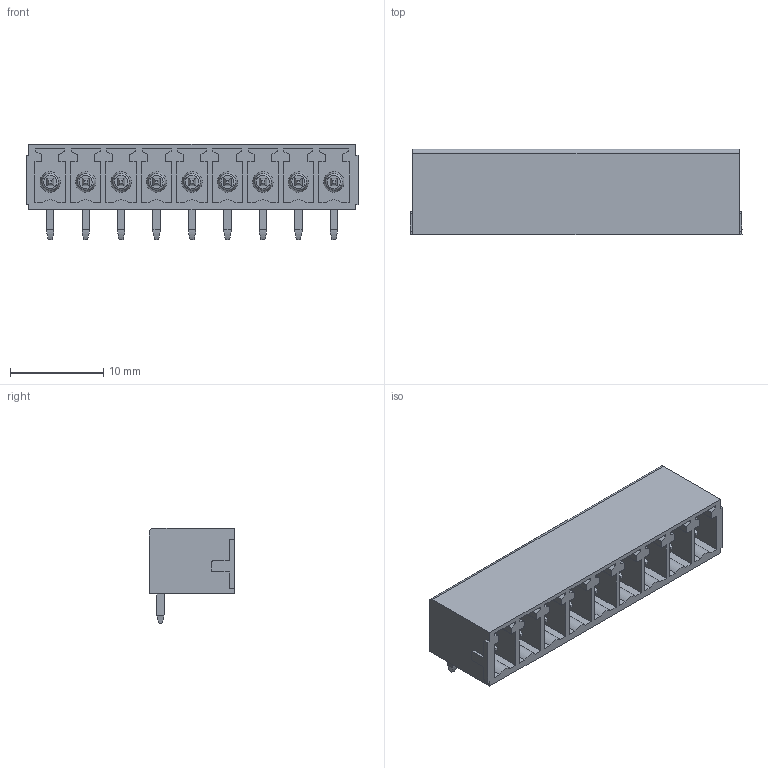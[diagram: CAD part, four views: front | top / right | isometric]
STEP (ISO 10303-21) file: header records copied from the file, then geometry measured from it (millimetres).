
FILE_DESCRIPTION(('CATIA V5 STEP Exchange','CAx-IF Rec.Pracs.--- Model Styling and Organization---1.4--- 2014-01-23'),'2;1');
FILE_NAME ('D1486660_0_1942270000_1942270000.stp','2021-05-20T09:19:30+00:00',('none'),('Weidmueller'),'CATIA Version 5-6 Release 2016 SP3 HF44','CATIA V5 STEP AP214','none');
FILE_SCHEMA(('AUTOMOTIVE_DESIGN { 1 0 10303 214 1 1 1 1 }'));
Length unit declared in the file: millimetre
Products named in the file (1): 1942270000
Bounding box: 35.68 x 9.2 x 10.25 mm (x, y, z)
Volume: 1024.3 mm3; surface area: 3342.6 mm2
Topology: 10 solids, 10 shells, 728 faces, 2087 edges, 1406 vertices
Faces by surface type: plane 521, cylinder 171, cone 18, torus 18
Entity records: 23723 total; most frequent: CARTESIAN_POINT 4783, ORIENTED_EDGE 4174, DIRECTION 3054, EDGE_CURVE 2087, VECTOR 1637, LINE 1637, VERTEX_POINT 1406, AXIS2_PLACEMENT_3D 885
